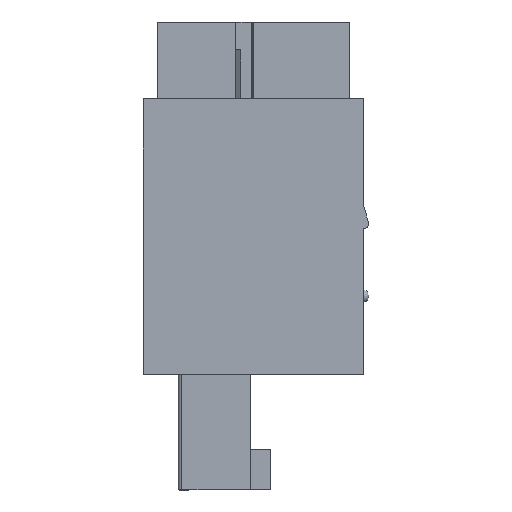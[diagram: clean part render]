
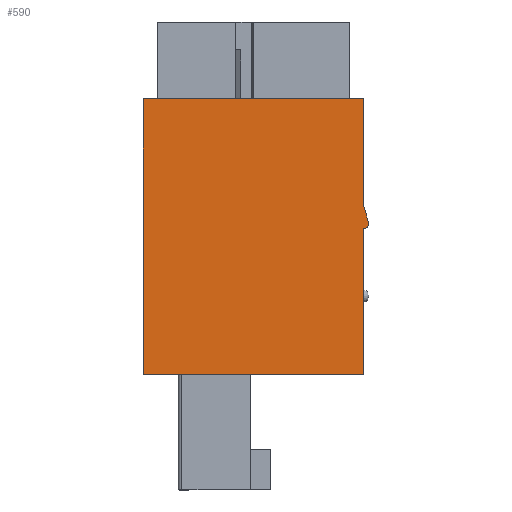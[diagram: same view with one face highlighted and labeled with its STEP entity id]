
A CAD part, left-side view. The second image highlights one B-rep face of the part: STEP entity #590.
In plain terms, the highlighted planar face has unit normal (-1, 0, 0).
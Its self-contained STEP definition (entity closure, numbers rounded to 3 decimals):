
#590 = ADVANCED_FACE( '', ( #1408 ), #1409, .F. );
#1408 = FACE_OUTER_BOUND( '', #2501, .T. );
#1409 = PLANE( '', #2502 );
#2501 = EDGE_LOOP( '', ( #4035, #4036, #4037, #4038, #4039, #4040, #4041 ) );
#2502 = AXIS2_PLACEMENT_3D( '', #4042, #4043, #4044 );
#4035 = ORIENTED_EDGE( '', *, *, #7030, .F. );
#4036 = ORIENTED_EDGE( '', *, *, #7142, .F. );
#4037 = ORIENTED_EDGE( '', *, *, #7143, .F. );
#4038 = ORIENTED_EDGE( '', *, *, #7144, .F. );
#4039 = ORIENTED_EDGE( '', *, *, #7145, .F. );
#4040 = ORIENTED_EDGE( '', *, *, #7146, .F. );
#4041 = ORIENTED_EDGE( '', *, *, #7147, .F. );
#4042 = CARTESIAN_POINT( '', ( -4.205, 0., 0. ) );
#4043 = DIRECTION( '', ( 1., 0., 0. ) );
#4044 = DIRECTION( '', ( 0., 0., -1. ) );
#7030 = EDGE_CURVE( '', #8585, #8587, #8588, .T. );
#7142 = EDGE_CURVE( '', #8779, #8585, #8780, .T. );
#7143 = EDGE_CURVE( '', #8781, #8779, #8782, .T. );
#7144 = EDGE_CURVE( '', #8783, #8781, #8784, .T. );
#7145 = EDGE_CURVE( '', #8785, #8783, #8786, .T. );
#7146 = EDGE_CURVE( '', #8787, #8785, #8788, .T. );
#7147 = EDGE_CURVE( '', #8587, #8787, #8789, .T. );
#8585 = VERTEX_POINT( '', #10773 );
#8587 = VERTEX_POINT( '', #10776 );
#8588 = LINE( '', #10777, #10778 );
#8779 = VERTEX_POINT( '', #11063 );
#8780 = CIRCLE( '', #11064, 0.3 );
#8781 = VERTEX_POINT( '', #11065 );
#8782 = LINE( '', #11066, #11067 );
#8783 = VERTEX_POINT( '', #11068 );
#8784 = LINE( '', #11069, #11070 );
#8785 = VERTEX_POINT( '', #11071 );
#8786 = LINE( '', #11072, #11073 );
#8787 = VERTEX_POINT( '', #11074 );
#8788 = LINE( '', #11075, #11076 );
#8789 = LINE( '', #11077, #11078 );
#10773 = CARTESIAN_POINT( '', ( -4.205, -6.3, 0.45 ) );
#10776 = CARTESIAN_POINT( '', ( -4.205, -6.3, -7.9 ) );
#10777 = CARTESIAN_POINT( '', ( -4.205, -6.3, 7.9 ) );
#10778 = VECTOR( '', #13181, 1000. );
#11063 = CARTESIAN_POINT( '', ( -4.205, -6.589, 0.832 ) );
#11064 = AXIS2_PLACEMENT_3D( '', #13293, #13294, #13295 );
#11065 = CARTESIAN_POINT( '', ( -4.205, -6.3, 1.85 ) );
#11066 = CARTESIAN_POINT( '', ( -4.205, -6.3, 1.85 ) );
#11067 = VECTOR( '', #13296, 1000. );
#11068 = CARTESIAN_POINT( '', ( -4.205, -6.3, 7.9 ) );
#11069 = CARTESIAN_POINT( '', ( -4.205, -6.3, 7.9 ) );
#11070 = VECTOR( '', #13297, 1000. );
#11071 = CARTESIAN_POINT( '', ( -4.205, 6.3, 7.9 ) );
#11072 = CARTESIAN_POINT( '', ( -4.205, 6.3, 7.9 ) );
#11073 = VECTOR( '', #13298, 1000. );
#11074 = CARTESIAN_POINT( '', ( -4.205, 6.3, -7.9 ) );
#11075 = CARTESIAN_POINT( '', ( -4.205, 6.3, -7.9 ) );
#11076 = VECTOR( '', #13299, 1000. );
#11077 = CARTESIAN_POINT( '', ( -4.205, -6.3, -7.9 ) );
#11078 = VECTOR( '', #13300, 1000. );
#13181 = DIRECTION( '', ( 0., 0., -1. ) );
#13293 = CARTESIAN_POINT( '', ( -4.205, -6.3, 0.75 ) );
#13294 = DIRECTION( '', ( 1., 0., 0. ) );
#13295 = DIRECTION( '', ( 0., 1., 0. ) );
#13296 = DIRECTION( '', ( 0., -0.273, -0.962 ) );
#13297 = DIRECTION( '', ( 0., 0., -1. ) );
#13298 = DIRECTION( '', ( 0., -1., 0. ) );
#13299 = DIRECTION( '', ( 0., 0., 1. ) );
#13300 = DIRECTION( '', ( 0., 1., 0. ) );
